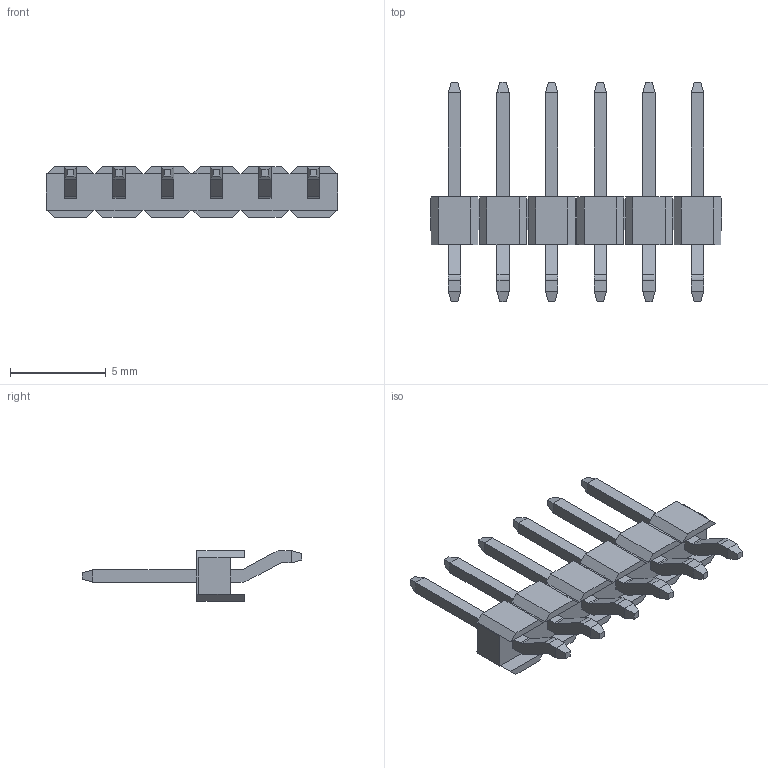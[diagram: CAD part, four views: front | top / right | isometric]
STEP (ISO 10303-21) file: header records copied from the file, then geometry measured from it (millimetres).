
FILE_DESCRIPTION(/* description */ (''),/* implementation_level */ '2;1');
FILE_NAME(/* name */ 'M20-8890645.stp',/* time_stamp */ '2021-04-28T18:35:23+03:00',/* author */ ('thall'),/* organization */ (''),/* preprocessor_version */ 'ST-DEVELOPER v18.1',/* originating_system */ 'Autodesk Inventor 2021',/* authorisation */ '');
FILE_SCHEMA (('AUTOMOTIVE_DESIGN { 1 0 10303 214 3 1 1 }'));
Length unit declared in the file: millimetre
Products named in the file (5): M20-8890645; Package; Leads; Pin1; Logo
Assembly tree (4 placements, depth 2):
  M20-8890645
    Package
    Leads
    Pin1
    Logo
Bounding box: 15.24 x 11.5 x 2.65 mm (x, y, z)
Volume: 97.2 mm3; surface area: 393.7 mm2
Topology: 16 solids, 16 shells, 382 faces, 956 edges, 606 vertices
Faces by surface type: plane 345, cylinder 37
Full cylindrical faces by diameter (mm): 1 x1
Entity records: 11341 total; most frequent: CARTESIAN_POINT 1953, ORIENTED_EDGE 1912, DIRECTION 1814, EDGE_CURVE 956, LINE 880, VECTOR 880, VERTEX_POINT 606, AXIS2_PLACEMENT_3D 467
